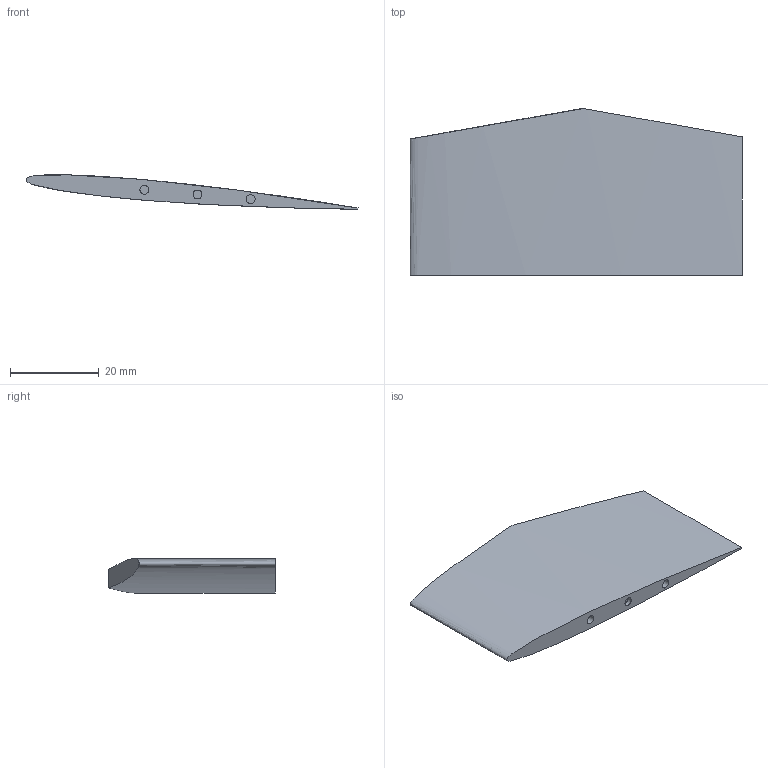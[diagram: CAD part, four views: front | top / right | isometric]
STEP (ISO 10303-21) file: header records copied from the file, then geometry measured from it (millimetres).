
FILE_DESCRIPTION(/* description */ (''),/* implementation_level */ '2;1');
FILE_NAME(/* name */ 'thrustVaneCFD-5deg.step',/* time_stamp */ '2021-04-21T18:22:42-04:00',/* author */ (''),/* organization */ (''),/* preprocessor_version */ 'ST-DEVELOPER v18.1',/* originating_system */ 'Autodesk Translation Framework v10.6.0.1341',/* authorisation */ '');
FILE_SCHEMA (('AUTOMOTIVE_DESIGN { 1 0 10303 214 3 1 1 }'));
Length unit declared in the file: millimetre
Products named in the file (4): thrustVaneCFD-5deg; thrustVane; thrustVane1; thrust vane
Assembly tree (3 placements, depth 4):
  thrustVaneCFD-5deg
    thrustVane
      thrustVane1
        thrust vane
Bounding box: 74.73 x 37.5 x 7.78 mm (x, y, z)
Volume: 7818.4 mm3; surface area: 5731.3 mm2
Topology: 1 solids, 1 shells, 12 faces, 21 edges, 14 vertices
Faces by surface type: plane 8, cylinder 3, bspline 1
Full cylindrical faces by diameter (mm): 2 x3
Entity records: 978 total; most frequent: CARTESIAN_POINT 665, DIRECTION 57, ORIENTED_EDGE 42, AXIS2_PLACEMENT_3D 24, EDGE_CURVE 21, EDGE_LOOP 15, VERTEX_POINT 14, FACE_OUTER_BOUND 12
